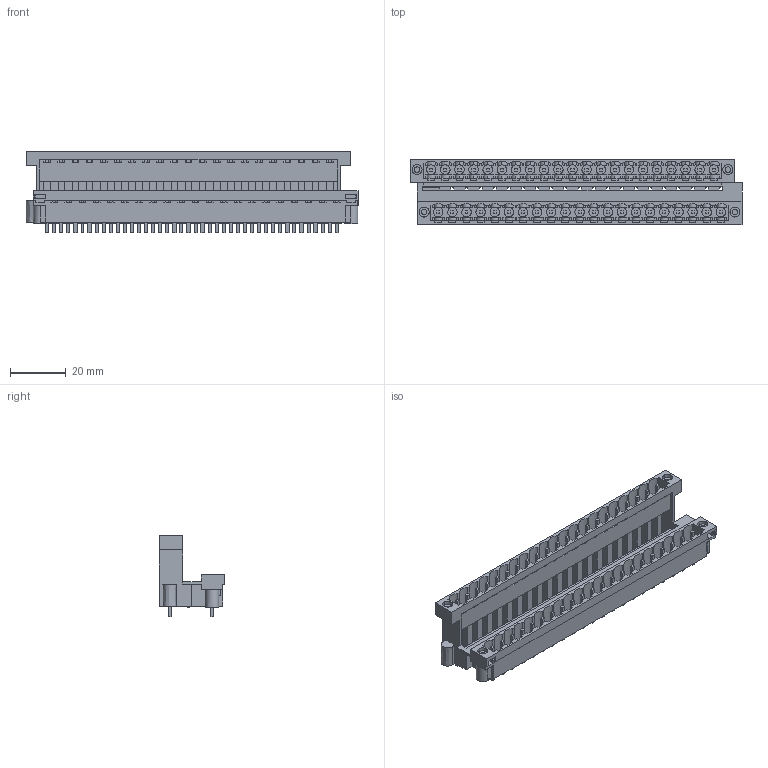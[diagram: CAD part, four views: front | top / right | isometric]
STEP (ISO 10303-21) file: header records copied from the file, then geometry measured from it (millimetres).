
FILE_DESCRIPTION(('CATIA V5 STEP Exchange','CAx-IF Rec.Pracs.--- Model Styling and Organization---1.2---2011-12-15'),'2;1');
FILE_NAME ('D1458672_0_1889300000_1889300000.stp','2018-04-19T13:02:23+00:00',('none'),('Weidmueller'),'CATIA Version 5-6 Release 2014','CATIA V5 STEP AP214','none');
FILE_SCHEMA(('AUTOMOTIVE_DESIGN { 1 0 10303 214 1 1 1 1 }'));
Products named in the file (1): 1889300000
Bounding box: 119.38 x 23.67 x 29.36 mm (x, y, z)
Volume: 17988.5 mm3; surface area: 32513 mm2
Topology: 48 solids, 69 shells, 1908 faces, 6115 edges, 4268 vertices
Faces by surface type: plane 1546, cylinder 358, extrusion 4
Entity records: 63760 total; most frequent: CARTESIAN_POINT 13811, ORIENTED_EDGE 12230, DIRECTION 7482, EDGE_CURVE 6115, VECTOR 4847, LINE 4843, VERTEX_POINT 4268, EDGE_LOOP 2061
